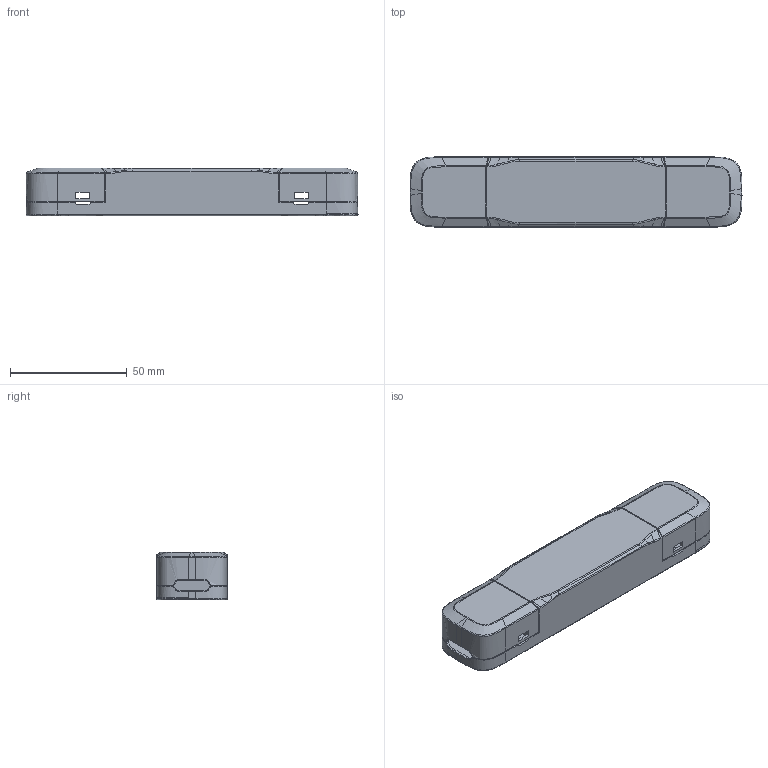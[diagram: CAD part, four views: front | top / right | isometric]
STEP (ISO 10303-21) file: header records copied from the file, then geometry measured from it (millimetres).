
FILE_DESCRIPTION(/* description */ (''),/* implementation_level */ '2;1');
FILE_NAME(/* name */ 'FLS-8-~2',/* time_stamp */ '2023-07-05T13:53:59+08:00',/* author */ (''),/* organization */ (''),/* preprocessor_version */ 'ST-DEVELOPER v16.5',/* originating_system */ '',/* authorisation */ '');
FILE_SCHEMA (('AUTOMOTIVE_DESIGN'));
Length unit declared in the file: millimetre
Products named in the file (1): Document
Bounding box: 142 x 30.01 x 20.5 mm (x, y, z)
Volume: 54650.7 mm3; surface area: 22263.8 mm2
Topology: 3 solids, 3 shells, 420 faces, 1082 edges, 664 vertices
Faces by surface type: bspline 276, plane 144
Entity records: 24695 total; most frequent: CARTESIAN_POINT 18091, ORIENTED_EDGE 2152, EDGE_CURVE 1076, B_SPLINE_CURVE_WITH_KNOTS 855, VERTEX_POINT 664, EDGE_LOOP 434, ADVANCED_FACE 420, FACE_OUTER_BOUND 420
